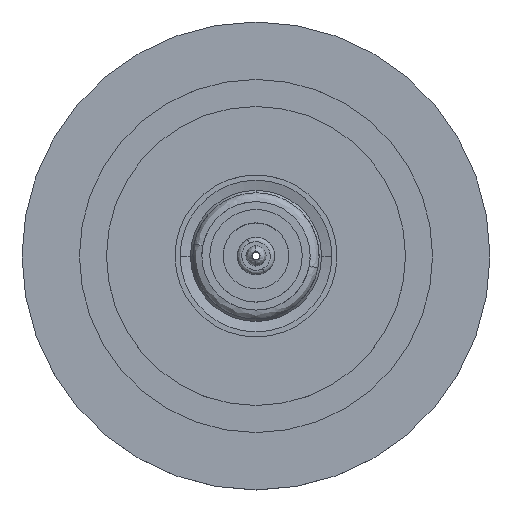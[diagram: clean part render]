
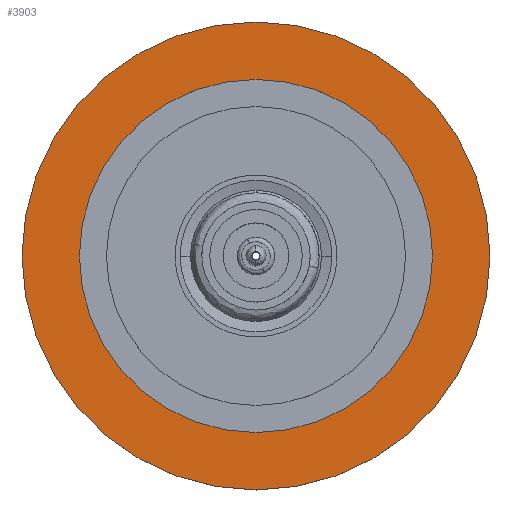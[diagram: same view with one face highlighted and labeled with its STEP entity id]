
A CAD part, top view. The second image highlights one B-rep face of the part: STEP entity #3903.
In plain terms, the highlighted planar face has unit normal (0, 0, 1).
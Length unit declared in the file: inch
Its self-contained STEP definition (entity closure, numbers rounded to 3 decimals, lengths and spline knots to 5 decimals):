
#709 = CARTESIAN_POINT ( 'NONE',  ( 0., 0., 0.395 ) ) ;
#710 = DIRECTION ( 'NONE',  ( 0., 0., -1. ) ) ;
#711 = DIRECTION ( 'NONE',  ( 0., 1., 0. ) ) ;
#858 = AXIS2_PLACEMENT_3D ( 'NONE', #3076, #3078, #3080 ) ;
#871 = CIRCLE ( 'NONE', #858, 1.08 ) ;
#1070 = CARTESIAN_POINT ( 'NONE',  ( 0., -0.815, 0.395 ) ) ;
#1091 = CARTESIAN_POINT ( 'NONE',  ( 0., 0.815, 0.395 ) ) ;
#1128 = CARTESIAN_POINT ( 'NONE',  ( 0., -1.08, 0.395 ) ) ;
#1135 = CARTESIAN_POINT ( 'NONE',  ( 0., 1.08, 0.395 ) ) ;
#1188 = CARTESIAN_POINT ( 'NONE',  ( -1.08, 0., 0.395 ) ) ;
#1199 = FACE_BOUND ( 'NONE', #1969, .T. ) ;
#1200 = FACE_OUTER_BOUND ( 'NONE', #2107, .T. ) ;
#1201 = PLANE ( 'NONE',  #4546 ) ;
#1202 = DIRECTION ( 'NONE',  ( 0., 0., 1. ) ) ;
#1203 = DIRECTION ( 'NONE',  ( 0., -1., 0. ) ) ;
#1340 = EDGE_CURVE ( 'NONE', #3621, #3628, #6563, .T. ) ;
#1345 = EDGE_CURVE ( 'NONE', #3584, #3563, #6499, .T. ) ;
#1783 = AXIS2_PLACEMENT_3D ( 'NONE', #3732, #3733, #3734 ) ;
#1793 = CIRCLE ( 'NONE', #1783, 0.815 ) ;
#1969 = EDGE_LOOP ( 'NONE', ( #2775, #2776 ) ) ;
#2107 = EDGE_LOOP ( 'NONE', ( #2751, #2795 ) ) ;
#2319 = EDGE_CURVE ( 'NONE', #3563, #3584, #1793, .T. ) ;
#2751 = ORIENTED_EDGE ( 'NONE', *, *, #3975, .F. ) ;
#2775 = ORIENTED_EDGE ( 'NONE', *, *, #1345, .T. ) ;
#2776 = ORIENTED_EDGE ( 'NONE', *, *, #2319, .T. ) ;
#2795 = ORIENTED_EDGE ( 'NONE', *, *, #1340, .F. ) ;
#3076 = CARTESIAN_POINT ( 'NONE',  ( 0., 0., 0.395 ) ) ;
#3078 = DIRECTION ( 'NONE',  ( 0., 0., -1. ) ) ;
#3080 = DIRECTION ( 'NONE',  ( 0., 1., 0. ) ) ;
#3563 = VERTEX_POINT ( 'NONE', #1070 ) ;
#3584 = VERTEX_POINT ( 'NONE', #1091 ) ;
#3621 = VERTEX_POINT ( 'NONE', #1128 ) ;
#3628 = VERTEX_POINT ( 'NONE', #1135 ) ;
#3732 = CARTESIAN_POINT ( 'NONE',  ( 0., 0., 0.395 ) ) ;
#3733 = DIRECTION ( 'NONE',  ( 0., 0., -1. ) ) ;
#3734 = DIRECTION ( 'NONE',  ( 0., 1., 0. ) ) ;
#3903 = ADVANCED_FACE ( 'NONE', ( #1199, #1200 ), #1201, .T. ) ;
#3975 = EDGE_CURVE ( 'NONE', #3628, #3621, #871, .T. ) ;
#4546 = AXIS2_PLACEMENT_3D ( 'NONE', #1188, #1202, #1203 ) ;
#6448 = AXIS2_PLACEMENT_3D ( 'NONE', #6799, #6800, #6801 ) ;
#6499 = CIRCLE ( 'NONE', #6537, 0.815 ) ;
#6537 = AXIS2_PLACEMENT_3D ( 'NONE', #709, #710, #711 ) ;
#6563 = CIRCLE ( 'NONE', #6448, 1.08 ) ;
#6799 = CARTESIAN_POINT ( 'NONE',  ( 0., 0., 0.395 ) ) ;
#6800 = DIRECTION ( 'NONE',  ( 0., 0., -1. ) ) ;
#6801 = DIRECTION ( 'NONE',  ( 0., 1., 0. ) ) ;
